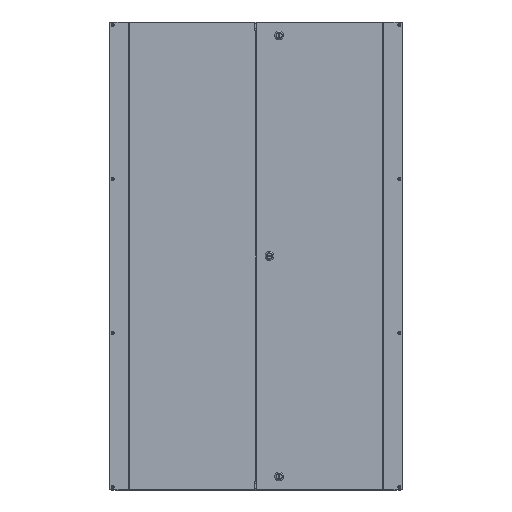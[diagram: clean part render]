
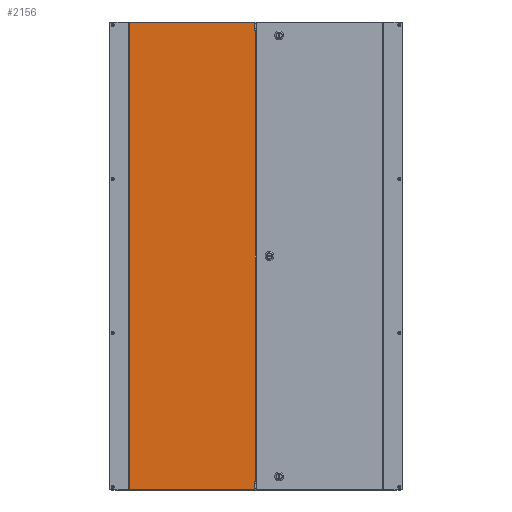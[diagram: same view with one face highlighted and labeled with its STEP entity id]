
A CAD part, front view. The second image highlights one B-rep face of the part: STEP entity #2156.
In plain terms, the highlighted planar face has unit normal (0, -1, 0).
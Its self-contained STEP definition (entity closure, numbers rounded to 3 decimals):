
#2156 = ADVANCED_FACE( '', ( #4204 ), #4205, .T. );
#4204 = FACE_OUTER_BOUND( '', #29182, .T. );
#4205 = PLANE( '', #29183 );
#29182 = EDGE_LOOP( '', ( #38243, #38244, #38245, #38246, #38247, #38248, #38249, #38250 ) );
#29183 = AXIS2_PLACEMENT_3D( '', #38251, #38252, #38253 );
#38243 = ORIENTED_EDGE( '', *, *, #40523, .F. );
#38244 = ORIENTED_EDGE( '', *, *, #39282, .T. );
#38245 = ORIENTED_EDGE( '', *, *, #39772, .F. );
#38246 = ORIENTED_EDGE( '', *, *, #40832, .F. );
#38247 = ORIENTED_EDGE( '', *, *, #40733, .T. );
#38248 = ORIENTED_EDGE( '', *, *, #39254, .T. );
#38249 = ORIENTED_EDGE( '', *, *, #40390, .T. );
#38250 = ORIENTED_EDGE( '', *, *, #39551, .F. );
#38251 = CARTESIAN_POINT( '', ( 0., 0., 0. ) );
#38252 = DIRECTION( '', ( 0., -1., 0. ) );
#38253 = DIRECTION( '', ( 0., 0., -1. ) );
#39254 = EDGE_CURVE( '', #41544, #41545, #41546, .T. );
#39282 = EDGE_CURVE( '', #41592, #41593, #41594, .T. );
#39551 = EDGE_CURVE( '', #42035, #42037, #42038, .T. );
#39772 = EDGE_CURVE( '', #42371, #41593, #42373, .T. );
#40390 = EDGE_CURVE( '', #41545, #42037, #43262, .T. );
#40523 = EDGE_CURVE( '', #41592, #42035, #43432, .T. );
#40733 = EDGE_CURVE( '', #43676, #41544, #43678, .T. );
#40832 = EDGE_CURVE( '', #43676, #42371, #43786, .T. );
#41544 = VERTEX_POINT( '', #45150 );
#41545 = VERTEX_POINT( '', #45151 );
#41546 = LINE( '', #45152, #45153 );
#41592 = VERTEX_POINT( '', #45251 );
#41593 = VERTEX_POINT( '', #45252 );
#41594 = LINE( '', #45253, #45254 );
#42035 = VERTEX_POINT( '', #46088 );
#42037 = VERTEX_POINT( '', #46091 );
#42038 = LINE( '', #46092, #46093 );
#42371 = VERTEX_POINT( '', #46902 );
#42373 = LINE( '', #46905, #46906 );
#43262 = LINE( '', #48977, #48978 );
#43432 = LINE( '', #49429, #49430 );
#43676 = VERTEX_POINT( '', #49966 );
#43678 = LINE( '', #49969, #49970 );
#43786 = LINE( '', #50228, #50229 );
#45150 = CARTESIAN_POINT( '', ( -170.65, 0., 609.6 ) );
#45151 = CARTESIAN_POINT( '', ( -170.65, 0., -609.6 ) );
#45152 = CARTESIAN_POINT( '', ( -170.65, 0., 609.6 ) );
#45153 = VECTOR( '', #50781, 1000. );
#45251 = CARTESIAN_POINT( '', ( 157.104, 0., -587.375 ) );
#45252 = CARTESIAN_POINT( '', ( 157.104, 0., 587.375 ) );
#45253 = CARTESIAN_POINT( '', ( 157.104, 0., -587.375 ) );
#45254 = VECTOR( '', #50809, 1000. );
#46088 = CARTESIAN_POINT( '', ( 156.375, 0., -587.375 ) );
#46091 = CARTESIAN_POINT( '', ( 156.375, 0., -609.6 ) );
#46092 = CARTESIAN_POINT( '', ( 156.375, 0., 0. ) );
#46093 = VECTOR( '', #51067, 1000. );
#46902 = CARTESIAN_POINT( '', ( 156.375, 0., 587.375 ) );
#46905 = CARTESIAN_POINT( '', ( 0., 0., 587.375 ) );
#46906 = VECTOR( '', #51292, 1000. );
#48977 = CARTESIAN_POINT( '', ( -170.65, 0., -609.6 ) );
#48978 = VECTOR( '', #51906, 1000. );
#49429 = CARTESIAN_POINT( '', ( 0., 0., -587.375 ) );
#49430 = VECTOR( '', #52005, 1000. );
#49966 = CARTESIAN_POINT( '', ( 156.375, 0., 609.6 ) );
#49969 = CARTESIAN_POINT( '', ( 170.65, 0., 609.6 ) );
#49970 = VECTOR( '', #52160, 1000. );
#50228 = CARTESIAN_POINT( '', ( 156.375, 0., 0. ) );
#50229 = VECTOR( '', #52217, 1000. );
#50781 = DIRECTION( '', ( 0., 0., -1. ) );
#50809 = DIRECTION( '', ( 0., 0., 1. ) );
#51067 = DIRECTION( '', ( 0., 0., -1. ) );
#51292 = DIRECTION( '', ( 1., 0., 0. ) );
#51906 = DIRECTION( '', ( 1., 0., 0. ) );
#52005 = DIRECTION( '', ( -1., 0., 0. ) );
#52160 = DIRECTION( '', ( -1., 0., 0. ) );
#52217 = DIRECTION( '', ( 0., 0., -1. ) );
